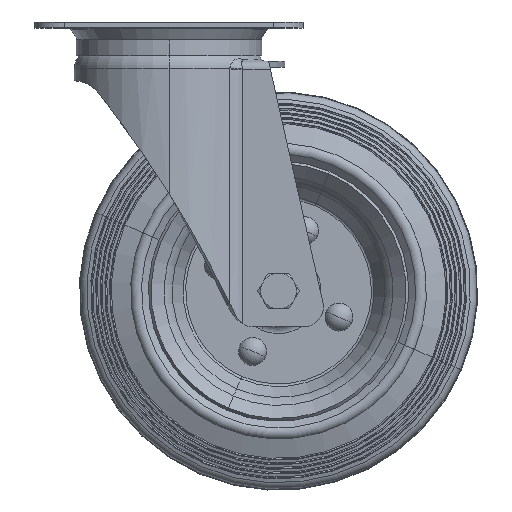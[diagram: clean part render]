
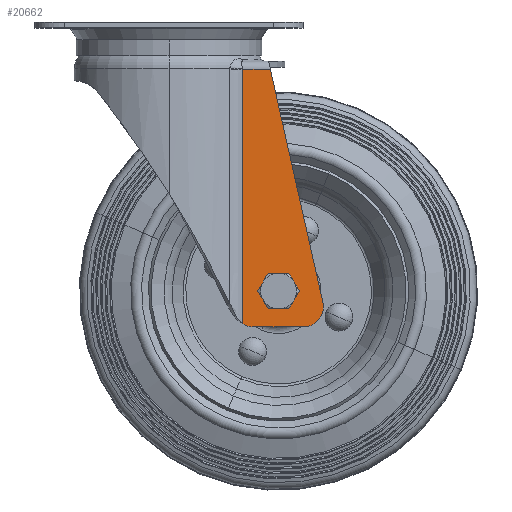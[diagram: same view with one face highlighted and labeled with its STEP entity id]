
A CAD part, top view. The second image highlights one B-rep face of the part: STEP entity #20662.
In plain terms, the highlighted planar face has unit normal (0, 0, 1).
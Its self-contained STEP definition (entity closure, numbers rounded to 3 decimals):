
#278 = LINE ( 'NONE', #10438, #1538 ) ;
#656 = CARTESIAN_POINT ( 'NONE',  ( 55., -135., 62.019 ) ) ;
#1145 = ORIENTED_EDGE ( 'NONE', *, *, #27867, .F. ) ;
#1538 = VECTOR ( 'NONE', #20541, 1000. ) ;
#2659 = PLANE ( 'NONE',  #22245 ) ;
#2696 = B_SPLINE_CURVE_WITH_KNOTS ( 'NONE', 3,
 ( #31831, #25923, #11714, #3147 ),
 .UNSPECIFIED., .F., .F.,
 ( 4, 4 ),
 ( 0., 1. ),
 .UNSPECIFIED. ) ;
#2784 = AXIS2_PLACEMENT_3D ( 'NONE', #13859, #8573, #31189 ) ;
#3147 = CARTESIAN_POINT ( 'NONE',  ( 37.017, -151.363, 62.019 ) ) ;
#3400 = ORIENTED_EDGE ( 'NONE', *, *, #20019, .F. ) ;
#4201 = CARTESIAN_POINT ( 'NONE',  ( 37.015, -23.6, 62.019 ) ) ;
#4204 = VECTOR ( 'NONE', #17670, 1000. ) ;
#4299 = DIRECTION ( 'NONE',  ( 1., 0., 0. ) ) ;
#5557 = CARTESIAN_POINT ( 'NONE',  ( 50.9, -23.6, 62.019 ) ) ;
#6437 = VERTEX_POINT ( 'NONE', #4201 ) ;
#6575 = AXIS2_PLACEMENT_3D ( 'NONE', #9086, #16683, #29334 ) ;
#6809 = DIRECTION ( 'NONE',  ( 0., 0., 1. ) ) ;
#7637 = EDGE_CURVE ( 'NONE', #6437, #15025, #2696, .T. ) ;
#8072 = LINE ( 'NONE', #5557, #4204 ) ;
#8139 = DIRECTION ( 'NONE',  ( 1., 0., 0. ) ) ;
#8573 = DIRECTION ( 'NONE',  ( 0., 0., -1. ) ) ;
#9086 = CARTESIAN_POINT ( 'NONE',  ( 42.5, -143., 62.019 ) ) ;
#9195 = ORIENTED_EDGE ( 'NONE', *, *, #26356, .F. ) ;
#10264 = CARTESIAN_POINT ( 'NONE',  ( 42.5, -153., 62.019 ) ) ;
#10438 = CARTESIAN_POINT ( 'NONE',  ( 50.9, -23.6, 62.019 ) ) ;
#10543 = DIRECTION ( 'NONE',  ( -1., 0., 0. ) ) ;
#11298 = ORIENTED_EDGE ( 'NONE', *, *, #21965, .F. ) ;
#11320 = CIRCLE ( 'NONE', #29889, 6.1 ) ;
#11614 = CARTESIAN_POINT ( 'NONE',  ( 55., -135., 62.019 ) ) ;
#11714 = CARTESIAN_POINT ( 'NONE',  ( 37.016, -108.775, 62.019 ) ) ;
#11782 = CIRCLE ( 'NONE', #2784, 10. ) ;
#12245 = ORIENTED_EDGE ( 'NONE', *, *, #26652, .T. ) ;
#12628 = EDGE_LOOP ( 'NONE', ( #11298, #27875 ) ) ;
#13313 = AXIS2_PLACEMENT_3D ( 'NONE', #11614, #6809, #4299 ) ;
#13859 = CARTESIAN_POINT ( 'NONE',  ( 67.5, -143., 62.019 ) ) ;
#15025 = VERTEX_POINT ( 'NONE', #25681 ) ;
#15350 = VECTOR ( 'NONE', #10543, 1000. ) ;
#16683 = DIRECTION ( 'NONE',  ( 0., 0., -1. ) ) ;
#16943 = ORIENTED_EDGE ( 'NONE', *, *, #20517, .F. ) ;
#17670 = DIRECTION ( 'NONE',  ( -1., 0., 0. ) ) ;
#17923 = CARTESIAN_POINT ( 'NONE',  ( 0., -169.6, 62.019 ) ) ;
#18351 = EDGE_CURVE ( 'NONE', #22820, #28810, #31362, .T. ) ;
#18445 = DIRECTION ( 'NONE',  ( 0., 0., 1. ) ) ;
#19196 = CARTESIAN_POINT ( 'NONE',  ( 77.256, -140.806, 62.019 ) ) ;
#20019 = EDGE_CURVE ( 'NONE', #30678, #15025, #21376, .T. ) ;
#20517 = EDGE_CURVE ( 'NONE', #28666, #30678, #23314, .T. ) ;
#20541 = DIRECTION ( 'NONE',  ( 0.219, -0.976, 0. ) ) ;
#20577 = FACE_OUTER_BOUND ( 'NONE', #27293, .T. ) ;
#20662 = ADVANCED_FACE ( 'NONE', ( #27898, #20577 ), #2659, .T. ) ;
#20910 = ORIENTED_EDGE ( 'NONE', *, *, #7637, .T. ) ;
#21278 = CARTESIAN_POINT ( 'NONE',  ( 67.5, -153., 62.019 ) ) ;
#21376 = CIRCLE ( 'NONE', #6575, 10. ) ;
#21965 = EDGE_CURVE ( 'NONE', #28810, #22820, #11320, .T. ) ;
#22245 = AXIS2_PLACEMENT_3D ( 'NONE', #17923, #25580, #8139 ) ;
#22820 = VERTEX_POINT ( 'NONE', #26437 ) ;
#23314 = LINE ( 'NONE', #27791, #15350 ) ;
#24247 = VERTEX_POINT ( 'NONE', #29808 ) ;
#25580 = DIRECTION ( 'NONE',  ( 0., 0., 1. ) ) ;
#25681 = CARTESIAN_POINT ( 'NONE',  ( 37.017, -151.363, 62.019 ) ) ;
#25923 = CARTESIAN_POINT ( 'NONE',  ( 37.016, -66.188, 62.019 ) ) ;
#26111 = DIRECTION ( 'NONE',  ( -1., 0., 0. ) ) ;
#26356 = EDGE_CURVE ( 'NONE', #24247, #30462, #278, .T. ) ;
#26437 = CARTESIAN_POINT ( 'NONE',  ( 61.1, -135., 62.019 ) ) ;
#26652 = EDGE_CURVE ( 'NONE', #24247, #6437, #8072, .T. ) ;
#27293 = EDGE_LOOP ( 'NONE', ( #16943, #1145, #9195, #12245, #20910, #3400 ) ) ;
#27791 = CARTESIAN_POINT ( 'NONE',  ( 55., -153., 62.019 ) ) ;
#27867 = EDGE_CURVE ( 'NONE', #30462, #28666, #11782, .T. ) ;
#27875 = ORIENTED_EDGE ( 'NONE', *, *, #18351, .F. ) ;
#27898 = FACE_BOUND ( 'NONE', #12628, .T. ) ;
#28666 = VERTEX_POINT ( 'NONE', #21278 ) ;
#28810 = VERTEX_POINT ( 'NONE', #31407 ) ;
#29334 = DIRECTION ( 'NONE',  ( 0., -1., 0. ) ) ;
#29808 = CARTESIAN_POINT ( 'NONE',  ( 50.9, -23.6, 62.019 ) ) ;
#29889 = AXIS2_PLACEMENT_3D ( 'NONE', #656, #18445, #26111 ) ;
#30462 = VERTEX_POINT ( 'NONE', #19196 ) ;
#30678 = VERTEX_POINT ( 'NONE', #10264 ) ;
#31189 = DIRECTION ( 'NONE',  ( 0.976, 0.219, 0. ) ) ;
#31362 = CIRCLE ( 'NONE', #13313, 6.1 ) ;
#31407 = CARTESIAN_POINT ( 'NONE',  ( 48.9, -135., 62.019 ) ) ;
#31831 = CARTESIAN_POINT ( 'NONE',  ( 37.015, -23.6, 62.019 ) ) ;
